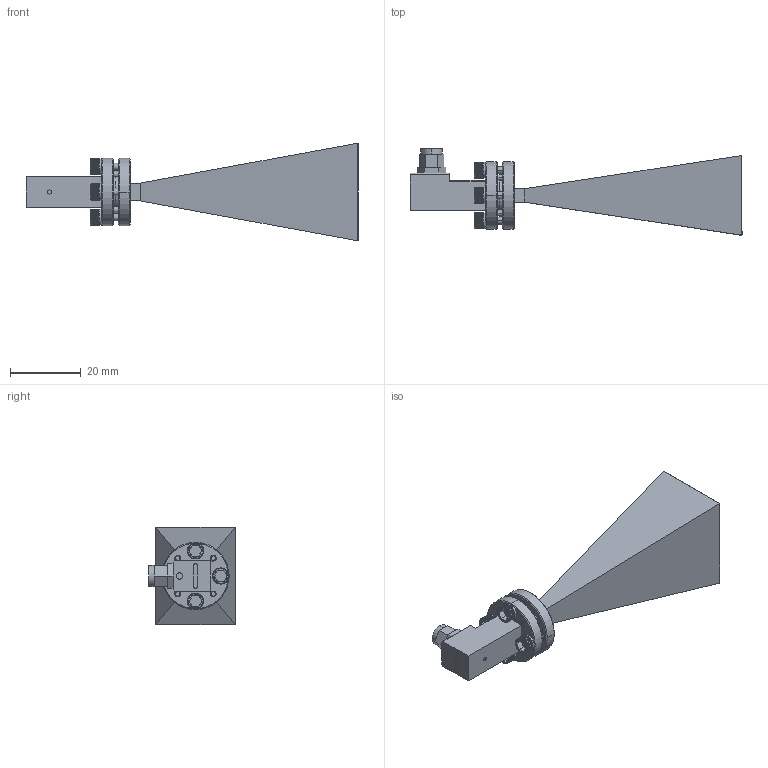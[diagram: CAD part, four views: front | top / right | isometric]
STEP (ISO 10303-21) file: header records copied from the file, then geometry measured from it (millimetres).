
FILE_DESCRIPTION (( 'STEP AP203' ), '1' );
FILE_NAME ('SAR-2507-101M-R2.STEP', '2019-08-15T22:11:46', ( '' ), ( '' ), 'SwSTEP 2.0', 'SolidWorks 2016', '' );
FILE_SCHEMA (( 'CONFIG_CONTROL_DESIGN' ));
Length unit declared in the file: inch
Products named in the file (1): SAR-2507-101M-R2
Bounding box: 93.98 x 24.49 x 27.59 mm (x, y, z)
Volume: 19592.2 mm3; surface area: 8380.5 mm2
Topology: 15 solids, 15 shells, 901 faces, 2417 edges, 1577 vertices
Faces by surface type: plane 502, cylinder 305, cone 76, bspline 10, torus 8
Entity records: 31330 total; most frequent: CARTESIAN_POINT 10177, ORIENTED_EDGE 4834, DIRECTION 3838, EDGE_CURVE 2417, VERTEX_POINT 1577, AXIS2_PLACEMENT_3D 1453, EDGE_LOOP 964, LINE 932
